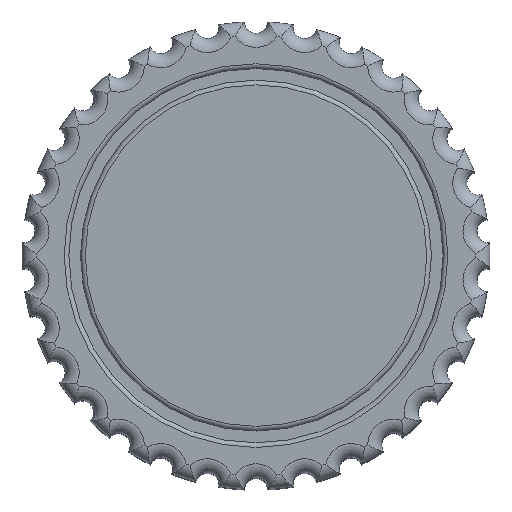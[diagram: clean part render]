
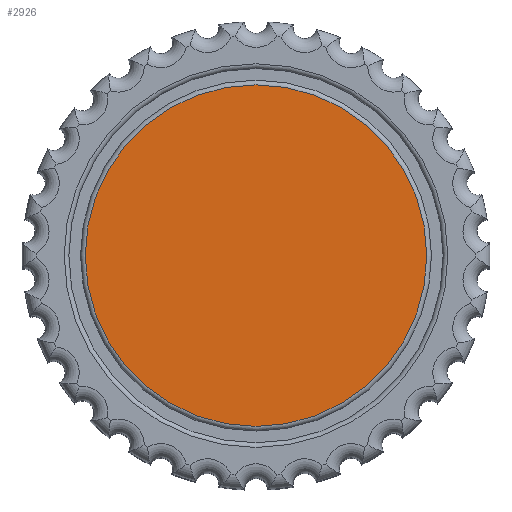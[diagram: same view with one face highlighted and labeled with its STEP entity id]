
A CAD part, top view. The second image highlights one B-rep face of the part: STEP entity #2926.
In plain terms, the highlighted planar face has unit normal (0, 0, 1).
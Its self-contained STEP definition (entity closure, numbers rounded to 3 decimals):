
#292=PLANE('',#3219);
#352=FACE_OUTER_BOUND('',#545,.T.);
#545=EDGE_LOOP('',(#2178));
#1057=CIRCLE('',#3220,7.3);
#1301=VERTEX_POINT('',#4778);
#1627=EDGE_CURVE('',#1301,#1301,#1057,.T.);
#2178=ORIENTED_EDGE('',*,*,#1627,.F.);
#2926=ADVANCED_FACE('',(#352),#292,.T.);
#3219=AXIS2_PLACEMENT_3D('',#4777,#3835,#3836);
#3220=AXIS2_PLACEMENT_3D('',#4779,#3837,#3838);
#3835=DIRECTION('center_axis',(0.,0.,1.));
#3836=DIRECTION('ref_axis',(1.,0.,0.));
#3837=DIRECTION('center_axis',(0.,0.,-1.));
#3838=DIRECTION('ref_axis',(-1.,0.,0.));
#4777=CARTESIAN_POINT('Origin',(-75.,0.,18.4));
#4778=CARTESIAN_POINT('',(-82.3,0.,18.4));
#4779=CARTESIAN_POINT('Origin',(-75.,0.,
18.4));
